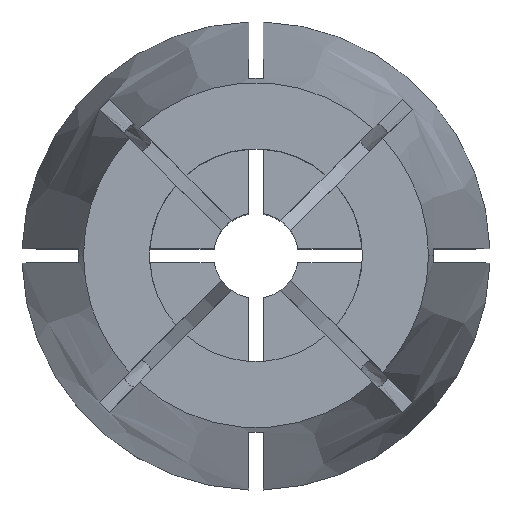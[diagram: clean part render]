
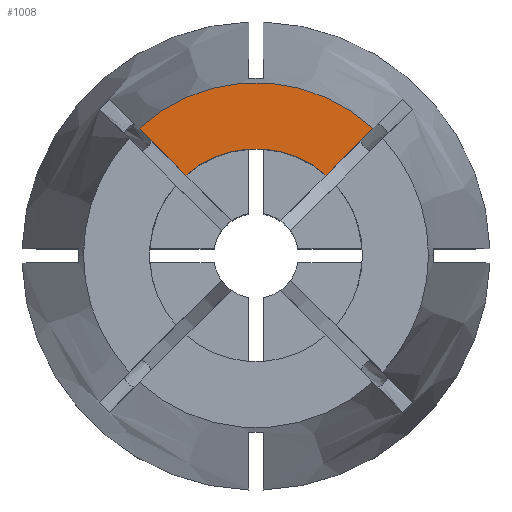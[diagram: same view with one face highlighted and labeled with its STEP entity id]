
A CAD part, top view. The second image highlights one B-rep face of the part: STEP entity #1008.
In plain terms, the highlighted planar face has unit normal (0, 0, 1).
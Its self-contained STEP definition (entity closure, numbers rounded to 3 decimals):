
#28 = ORIENTED_EDGE ( 'NONE', *, *, #149, .T. ) ;
#72 = CARTESIAN_POINT ( 'NONE',  ( -8.236, 8.943, 0. ) ) ;
#81 = EDGE_CURVE ( 'NONE', #248, #1960, #1940, .T. ) ;
#111 = DIRECTION ( 'NONE',  ( 1., 0., 0. ) ) ;
#118 = DIRECTION ( 'NONE',  ( 0., 0., 1. ) ) ;
#149 = EDGE_CURVE ( 'NONE', #248, #344, #1761, .T. ) ;
#248 = VERTEX_POINT ( 'NONE', #2734 ) ;
#303 = VECTOR ( 'NONE', #1222, 1000. ) ;
#331 = AXIS2_PLACEMENT_3D ( 'NONE', #2424, #118, #111 ) ;
#344 = VERTEX_POINT ( 'NONE', #1769 ) ;
#349 = DIRECTION ( 'NONE',  ( 1., 0., 0. ) ) ;
#439 = EDGE_LOOP ( 'NONE', ( #3186, #28, #2898, #756 ) ) ;
#557 = DIRECTION ( 'NONE',  ( 0.707, 0.707, 0. ) ) ;
#756 = ORIENTED_EDGE ( 'NONE', *, *, #1157, .T. ) ;
#804 = LINE ( 'NONE', #2218, #303 ) ;
#829 = CARTESIAN_POINT ( 'NONE',  ( 0., 0., 0. ) ) ;
#923 = DIRECTION ( 'NONE',  ( 0., 0., 1. ) ) ;
#977 = CARTESIAN_POINT ( 'NONE',  ( 0., 0., 0. ) ) ;
#1008 = ADVANCED_FACE ( 'NONE', ( #2268 ), #2650, .F. ) ;
#1157 = EDGE_CURVE ( 'NONE', #2408, #1960, #804, .T. ) ;
#1222 = DIRECTION ( 'NONE',  ( 0.707, -0.707, 0. ) ) ;
#1350 = CARTESIAN_POINT ( 'NONE',  ( -0.354, 0.354, 0. ) ) ;
#1664 = VECTOR ( 'NONE', #557, 1000. ) ;
#1742 = CARTESIAN_POINT ( 'NONE',  ( -4.938, 5.645, 0. ) ) ;
#1761 = LINE ( 'NONE', #1350, #1664 ) ;
#1769 = CARTESIAN_POINT ( 'NONE',  ( 8.236, 8.943, 0. ) ) ;
#1940 = CIRCLE ( 'NONE', #331, 7.5 ) ;
#1960 = VERTEX_POINT ( 'NONE', #1742 ) ;
#2094 = DIRECTION ( 'NONE',  ( 0., 0., -1. ) ) ;
#2145 = DIRECTION ( 'NONE',  ( -1., 0., 0. ) ) ;
#2169 = EDGE_CURVE ( 'NONE', #344, #2408, #3017, .T. ) ;
#2218 = CARTESIAN_POINT ( 'NONE',  ( 0.354, 0.354, 0. ) ) ;
#2268 = FACE_OUTER_BOUND ( 'NONE', #439, .T. ) ;
#2408 = VERTEX_POINT ( 'NONE', #72 ) ;
#2424 = CARTESIAN_POINT ( 'NONE',  ( 0., 0., 0. ) ) ;
#2616 = AXIS2_PLACEMENT_3D ( 'NONE', #829, #923, #349 ) ;
#2650 = PLANE ( 'NONE',  #3325 ) ;
#2734 = CARTESIAN_POINT ( 'NONE',  ( 4.938, 5.645, 0. ) ) ;
#2898 = ORIENTED_EDGE ( 'NONE', *, *, #2169, .T. ) ;
#3017 = CIRCLE ( 'NONE', #2616, 12.158 ) ;
#3186 = ORIENTED_EDGE ( 'NONE', *, *, #81, .F. ) ;
#3325 = AXIS2_PLACEMENT_3D ( 'NONE', #977, #2094, #2145 ) ;
